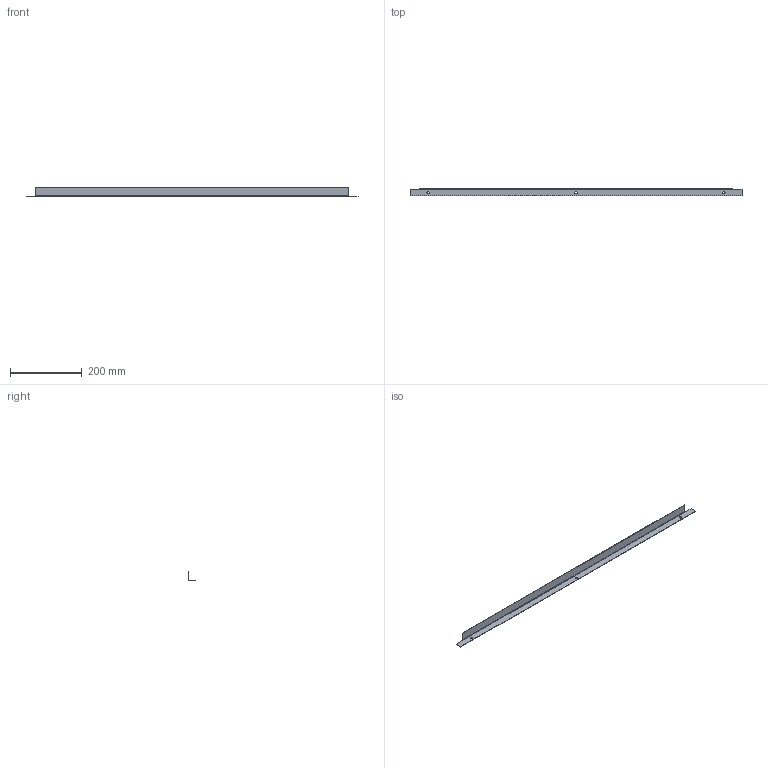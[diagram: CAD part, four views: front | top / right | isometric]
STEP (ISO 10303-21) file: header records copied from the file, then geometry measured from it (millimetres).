
FILE_DESCRIPTION (( 'STEP AP214' ), '1' );
FILE_NAME ('Ãîðèçîíòàëüíàÿ ïëàíêà 1000.STEP', '2018-01-14T09:54:55', ( 'Îëåã' ), ( '' ), 'SwSTEP 2.0', 'SolidWorks 2017', '' );
FILE_SCHEMA (( 'AUTOMOTIVE_DESIGN' ));
Length unit declared in the file: millimetre
Products named in the file (1): Ãîðèçîíòàëüíàÿ ïëàíêà 1000
Bounding box: 926 x 20 x 25 mm (x, y, z)
Volume: 46238.8 mm3; surface area: 79464.1 mm2
Topology: 1 solids, 1 shells, 19 faces, 46 edges, 29 vertices
Faces by surface type: plane 14, cylinder 5
Full cylindrical faces by diameter (mm): 6.5 x3
Entity records: 554 total; most frequent: DIRECTION 90, CARTESIAN_POINT 86, ORIENTED_EDGE 80, EDGE_CURVE 40, LINE 30, AXIS2_PLACEMENT_3D 30, VECTOR 30, EDGE_LOOP 28
